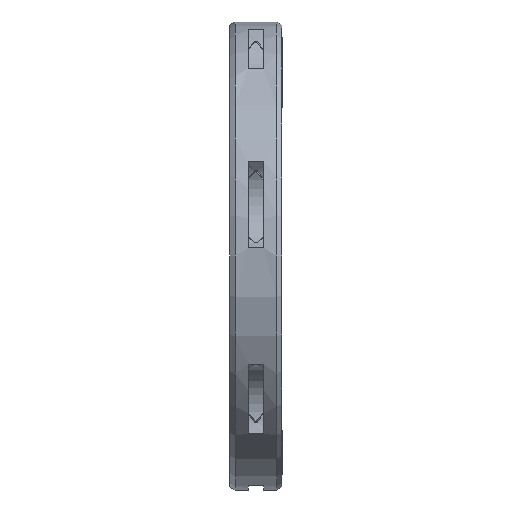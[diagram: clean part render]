
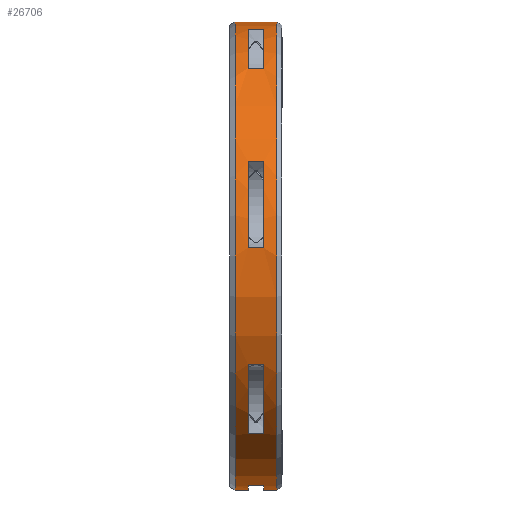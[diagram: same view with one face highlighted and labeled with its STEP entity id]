
A CAD part, left-side view. The second image highlights one B-rep face of the part: STEP entity #26706.
In plain terms, the highlighted cylindrical face has radius 45 mm (diameter 90 mm), a partial arc.
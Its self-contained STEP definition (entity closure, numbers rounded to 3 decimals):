
#25126=CARTESIAN_POINT('',(0.,-1.5,0.));
#25127=DIRECTION('',(0.,-1.,0.));
#25128=DIRECTION('',(-0.188,0.,-0.982));
#25129=AXIS2_PLACEMENT_3D('',#25126,#25127,#25128);
#25134=DIRECTION('',(0.,-1.,0.));
#25135=VECTOR('',#25134,3.);
#25136=CARTESIAN_POINT('',(-8.477,1.5,-44.194));
#25137=LINE('',#25136,#25135);
#25141=CARTESIAN_POINT('',(0.,1.5,0.));
#25142=DIRECTION('',(0.,-1.,0.));
#25143=DIRECTION('',(-0.188,0.,-0.982));
#25144=AXIS2_PLACEMENT_3D('',#25141,#25142,#25143);
#25149=DIRECTION('',(0.,1.,0.));
#25150=VECTOR('',#25149,2.5);
#25151=CARTESIAN_POINT('',(0.,1.5,-45.));
#25152=LINE('',#25151,#25150);
#25156=DIRECTION('',(0.,1.,0.));
#25157=VECTOR('',#25156,8.);
#25158=CARTESIAN_POINT('',(0.,-4.,45.));
#25159=LINE('',#25158,#25157);
#25163=CARTESIAN_POINT('',(0.,-4.,0.));
#25164=DIRECTION('',(0.,1.,0.));
#25165=DIRECTION('',(0.,0.,-1.));
#25166=AXIS2_PLACEMENT_3D('',#25163,#25164,#25165);
#25171=DIRECTION('',(0.,1.,0.));
#25172=VECTOR('',#25171,2.5);
#25173=CARTESIAN_POINT('',(0.,-4.,-45.));
#25174=LINE('',#25173,#25172);
#25178=CARTESIAN_POINT('',(0.,-1.5,0.));
#25179=DIRECTION('',(0.,-1.,0.));
#25180=DIRECTION('',(-0.256,0.,0.967));
#25181=AXIS2_PLACEMENT_3D('',#25178,#25179,#25180);
#25186=DIRECTION('',(0.,-1.,0.));
#25187=VECTOR('',#25186,3.);
#25188=CARTESIAN_POINT('',(-11.538,1.5,43.496));
#25189=LINE('',#25188,#25187);
#25193=CARTESIAN_POINT('',(0.,1.5,0.));
#25194=DIRECTION('',(0.,-1.,0.));
#25195=DIRECTION('',(-0.256,0.,0.967));
#25196=AXIS2_PLACEMENT_3D('',#25193,#25194,#25195);
#25201=DIRECTION('',(0.,-1.,0.));
#25202=VECTOR('',#25201,3.);
#25203=CARTESIAN_POINT('',(-26.812,1.5,36.14));
#25204=LINE('',#25203,#25202);
#25208=CARTESIAN_POINT('',(0.,-1.5,0.));
#25209=DIRECTION('',(0.,-1.,0.));
#25210=DIRECTION('',(-0.916,0.,0.402));
#25211=AXIS2_PLACEMENT_3D('',#25208,#25209,#25210);
#25216=DIRECTION('',(0.,-1.,0.));
#25217=VECTOR('',#25216,3.);
#25218=CARTESIAN_POINT('',(-41.2,1.5,18.098));
#25219=LINE('',#25218,#25217);
#25223=CARTESIAN_POINT('',(0.,1.5,0.));
#25224=DIRECTION('',(0.,-1.,0.));
#25225=DIRECTION('',(-0.916,0.,0.402));
#25226=AXIS2_PLACEMENT_3D('',#25223,#25224,#25225);
#25231=DIRECTION('',(0.,-1.,0.));
#25232=VECTOR('',#25231,3.);
#25233=CARTESIAN_POINT('',(-44.973,1.5,1.57));
#25234=LINE('',#25233,#25232);
#25238=CARTESIAN_POINT('',(0.,-1.5,0.));
#25239=DIRECTION('',(0.,-1.,0.));
#25240=DIRECTION('',(-0.885,0.,-0.465));
#25241=AXIS2_PLACEMENT_3D('',#25238,#25239,#25240);
#25246=DIRECTION('',(0.,-1.,0.));
#25247=VECTOR('',#25246,3.);
#25248=CARTESIAN_POINT('',(-39.838,1.5,-20.928));
#25249=LINE('',#25248,#25247);
#25253=CARTESIAN_POINT('',(0.,1.5,0.));
#25254=DIRECTION('',(0.,-1.,0.));
#25255=DIRECTION('',(-0.885,0.,-0.465));
#25256=AXIS2_PLACEMENT_3D('',#25253,#25254,#25255);
#25261=DIRECTION('',(0.,-1.,0.));
#25262=VECTOR('',#25261,3.);
#25263=CARTESIAN_POINT('',(-29.268,1.5,-34.182));
#25264=LINE('',#25263,#25262);
#25298=CARTESIAN_POINT('',(0.,4.,0.));
#25299=DIRECTION('',(0.,1.,0.));
#25300=DIRECTION('',(0.,0.,-1.));
#25301=AXIS2_PLACEMENT_3D('',#25298,#25299,#25300);
#25757=CARTESIAN_POINT('',(0.,-4.,-45.));
#25759=VERTEX_POINT('',#25757);
#25760=CARTESIAN_POINT('',(0.,4.,-45.));
#25762=VERTEX_POINT('',#25760);
#25789=CARTESIAN_POINT('',(0.,-4.,45.));
#25791=VERTEX_POINT('',#25789);
#25792=CARTESIAN_POINT('',(0.,4.,45.));
#25793=VERTEX_POINT('',#25792);
#25806=CARTESIAN_POINT('',(0.,-1.5,-45.));
#25808=VERTEX_POINT('',#25806);
#25810=CARTESIAN_POINT('',(0.,1.5,-45.));
#25812=VERTEX_POINT('',#25810);
#25820=CARTESIAN_POINT('',(-8.477,-1.5,-44.194));
#25821=VERTEX_POINT('',#25820);
#25822=CARTESIAN_POINT('',(-8.477,1.5,-44.194));
#25823=VERTEX_POINT('',#25822);
#25896=CARTESIAN_POINT('',(-11.538,-1.5,43.496));
#25897=CARTESIAN_POINT('',(-26.812,-1.5,36.14));
#25898=VERTEX_POINT('',#25896);
#25899=VERTEX_POINT('',#25897);
#25900=CARTESIAN_POINT('',(-11.538,1.5,43.496));
#25901=CARTESIAN_POINT('',(-26.812,1.5,36.14));
#25902=VERTEX_POINT('',#25900);
#25903=VERTEX_POINT('',#25901);
#25916=CARTESIAN_POINT('',(-41.2,-1.5,18.098));
#25917=CARTESIAN_POINT('',(-44.973,-1.5,1.57));
#25918=VERTEX_POINT('',#25916);
#25919=VERTEX_POINT('',#25917);
#25920=CARTESIAN_POINT('',(-41.2,1.5,18.098));
#25921=CARTESIAN_POINT('',(-44.973,1.5,1.57));
#25922=VERTEX_POINT('',#25920);
#25923=VERTEX_POINT('',#25921);
#25936=CARTESIAN_POINT('',(-39.838,-1.5,-20.928));
#25937=CARTESIAN_POINT('',(-29.268,-1.5,-34.182));
#25938=VERTEX_POINT('',#25936);
#25939=VERTEX_POINT('',#25937);
#25940=CARTESIAN_POINT('',(-39.838,1.5,-20.928));
#25941=CARTESIAN_POINT('',(-29.268,1.5,-34.182));
#25942=VERTEX_POINT('',#25940);
#25943=VERTEX_POINT('',#25941);
#26661=CARTESIAN_POINT('',(0.,47.363,0.));
#26662=DIRECTION('',(0.,-1.,0.));
#26663=DIRECTION('',(0.,0.,1.));
#26664=AXIS2_PLACEMENT_3D('',#26661,#26662,#26663);
#26665=CYLINDRICAL_SURFACE('',#26664,45.);
#26666=ORIENTED_EDGE('',*,*,#26410,.F.);
#26668=ORIENTED_EDGE('',*,*,#26667,.F.);
#26670=ORIENTED_EDGE('',*,*,#26669,.T.);
#26671=ORIENTED_EDGE('',*,*,#26361,.T.);
#26673=ORIENTED_EDGE('',*,*,#26672,.T.);
#26674=ORIENTED_EDGE('',*,*,#26357,.F.);
#26676=ORIENTED_EDGE('',*,*,#26675,.F.);
#26677=ORIENTED_EDGE('',*,*,#26353,.T.);
#26678=EDGE_LOOP('',(#26666,#26668,#26670,#26671,#26673,#26674,#26676,#26677));
#26679=FACE_OUTER_BOUND('',#26678,.F.);
#26681=ORIENTED_EDGE('',*,*,#26680,.F.);
#26683=ORIENTED_EDGE('',*,*,#26682,.F.);
#26685=ORIENTED_EDGE('',*,*,#26684,.T.);
#26687=ORIENTED_EDGE('',*,*,#26686,.T.);
#26688=EDGE_LOOP('',(#26681,#26683,#26685,#26687));
#26689=FACE_BOUND('',#26688,.F.);
#26691=ORIENTED_EDGE('',*,*,#26690,.F.);
#26693=ORIENTED_EDGE('',*,*,#26692,.F.);
#26695=ORIENTED_EDGE('',*,*,#26694,.T.);
#26697=ORIENTED_EDGE('',*,*,#26696,.T.);
#26698=EDGE_LOOP('',(#26691,#26693,#26695,#26697));
#26699=FACE_BOUND('',#26698,.F.);
#26700=ORIENTED_EDGE('',*,*,#26536,.F.);
#26701=ORIENTED_EDGE('',*,*,#26560,.F.);
#26702=ORIENTED_EDGE('',*,*,#26648,.T.);
#26703=ORIENTED_EDGE('',*,*,#26582,.T.);
#26704=EDGE_LOOP('',(#26700,#26701,#26702,#26703));
#26705=FACE_BOUND('',#26704,.F.);
#25130=CIRCLE('',#25129,45.);
#25145=CIRCLE('',#25144,45.);
#25167=CIRCLE('',#25166,45.);
#25182=CIRCLE('',#25181,45.);
#25197=CIRCLE('',#25196,45.);
#25212=CIRCLE('',#25211,45.);
#25227=CIRCLE('',#25226,45.);
#25242=CIRCLE('',#25241,45.);
#25257=CIRCLE('',#25256,45.);
#25302=CIRCLE('',#25301,45.);
#26353=EDGE_CURVE('',#25759,#25808,#25174,.T.);
#26357=EDGE_CURVE('',#25791,#25793,#25159,.T.);
#26361=EDGE_CURVE('',#25812,#25762,#25152,.T.);
#26410=EDGE_CURVE('',#25821,#25808,#25130,.T.);
#26536=EDGE_CURVE('',#25938,#25939,#25242,.T.);
#26560=EDGE_CURVE('',#25942,#25938,#25249,.T.);
#26582=EDGE_CURVE('',#25943,#25939,#25264,.T.);
#26648=EDGE_CURVE('',#25942,#25943,#25257,.T.);
#26667=EDGE_CURVE('',#25823,#25821,#25137,.T.);
#26669=EDGE_CURVE('',#25823,#25812,#25145,.T.);
#26672=EDGE_CURVE('',#25762,#25793,#25302,.T.);
#26675=EDGE_CURVE('',#25759,#25791,#25167,.T.);
#26680=EDGE_CURVE('',#25898,#25899,#25182,.T.);
#26682=EDGE_CURVE('',#25902,#25898,#25189,.T.);
#26684=EDGE_CURVE('',#25902,#25903,#25197,.T.);
#26686=EDGE_CURVE('',#25903,#25899,#25204,.T.);
#26690=EDGE_CURVE('',#25918,#25919,#25212,.T.);
#26692=EDGE_CURVE('',#25922,#25918,#25219,.T.);
#26694=EDGE_CURVE('',#25922,#25923,#25227,.T.);
#26696=EDGE_CURVE('',#25923,#25919,#25234,.T.);
#26706=ADVANCED_FACE('',(#26679,#26689,#26699,#26705),#26665,.T.);
